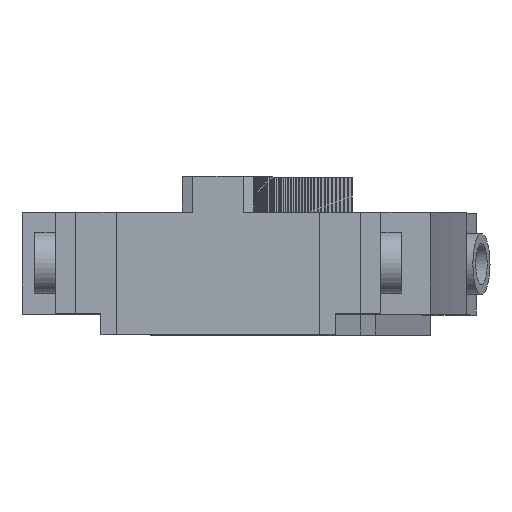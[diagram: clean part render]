
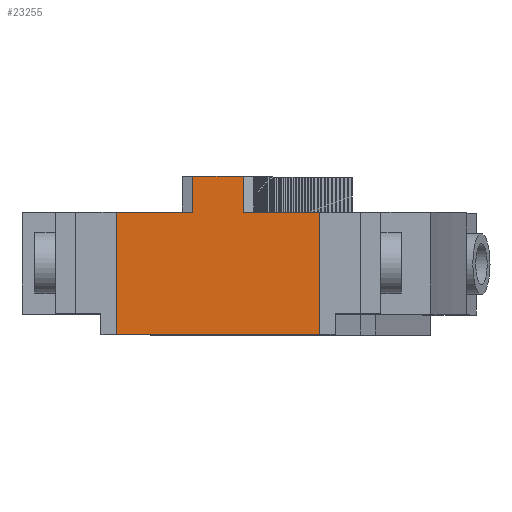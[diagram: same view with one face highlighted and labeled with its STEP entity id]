
A CAD part, top view. The second image highlights one B-rep face of the part: STEP entity #23255.
In plain terms, the highlighted planar face has unit normal (0, 0, 1).
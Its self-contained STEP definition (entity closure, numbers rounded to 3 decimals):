
#2386 = PLANE('',#2387);
#2387 = AXIS2_PLACEMENT_3D('',#2388,#2389,#2390);
#2388 = CARTESIAN_POINT('',(-2.985,-6.2,21.592));
#2389 = DIRECTION('',(0.,1.,0.));
#2390 = DIRECTION('',(1.,0.,0.));
#3004 = PLANE('',#3005);
#3005 = AXIS2_PLACEMENT_3D('',#3006,#3007,#3008);
#3006 = CARTESIAN_POINT('',(-7.273,3.4,-29.992));
#3007 = DIRECTION('',(0.,1.,0.));
#3008 = DIRECTION('',(-0.28,0.,0.96));
#3032 = PLANE('',#3033);
#3033 = AXIS2_PLACEMENT_3D('',#3034,#3035,#3036);
#3034 = CARTESIAN_POINT('',(5.015,3.4,29.192));
#3035 = DIRECTION('',(-1.,0.,0.));
#3036 = DIRECTION('',(0.,0.,1.));
#5201 = PLANE('',#5202);
#5202 = AXIS2_PLACEMENT_3D('',#5203,#5204,#5205);
#5203 = CARTESIAN_POINT('',(-7.273,3.4,-29.992));
#5204 = DIRECTION('',(0.,1.,0.));
#5205 = DIRECTION('',(-0.28,0.,0.96));
#6100 = PLANE('',#6101);
#6101 = AXIS2_PLACEMENT_3D('',#6102,#6103,#6104);
#6102 = CARTESIAN_POINT('',(-10.985,3.4,29.192));
#6103 = DIRECTION('',(-1.,0.,0.));
#6104 = DIRECTION('',(0.,0.,1.));
#7135 = VERTEX_POINT('',#7136);
#7136 = CARTESIAN_POINT('',(-10.985,-6.2,29.592));
#7157 = EDGE_CURVE('',#7135,#7158,#7160,.T.);
#7158 = VERTEX_POINT('',#7159);
#7159 = CARTESIAN_POINT('',(5.015,-6.2,29.592));
#7160 = SURFACE_CURVE('',#7161,(#7165,#7172),.PCURVE_S1.);
#7161 = LINE('',#7162,#7163);
#7162 = CARTESIAN_POINT('',(-15.785,-6.2,29.592));
#7163 = VECTOR('',#7164,1.);
#7164 = DIRECTION('',(1.,0.,0.));
#7165 = PCURVE('',#2386,#7166);
#7166 = DEFINITIONAL_REPRESENTATION('',(#7167),#7171);
#7167 = LINE('',#7168,#7169);
#7168 = CARTESIAN_POINT('',(-12.8,-8.));
#7169 = VECTOR('',#7170,1.);
#7170 = DIRECTION('',(1.,0.));
#7171 = ( GEOMETRIC_REPRESENTATION_CONTEXT(2) 
PARAMETRIC_REPRESENTATION_CONTEXT() REPRESENTATION_CONTEXT('2D SPACE',''
  ) );
#7172 = PCURVE('',#7173,#7178);
#7173 = PLANE('',#7174);
#7174 = AXIS2_PLACEMENT_3D('',#7175,#7176,#7177);
#7175 = CARTESIAN_POINT('',(9.815,-4.6,29.592));
#7176 = DIRECTION('',(0.,0.,-1.));
#7177 = DIRECTION('',(0.,1.,0.));
#7178 = DEFINITIONAL_REPRESENTATION('',(#7179),#7183);
#7179 = LINE('',#7180,#7181);
#7180 = CARTESIAN_POINT('',(-1.6,-25.6));
#7181 = VECTOR('',#7182,1.);
#7182 = DIRECTION('',(0.,1.));
#7183 = ( GEOMETRIC_REPRESENTATION_CONTEXT(2) 
PARAMETRIC_REPRESENTATION_CONTEXT() REPRESENTATION_CONTEXT('2D SPACE',''
  ) );
#7548 = VERTEX_POINT('',#7549);
#7549 = CARTESIAN_POINT('',(5.015,3.4,29.592));
#7570 = EDGE_CURVE('',#7158,#7548,#7571,.T.);
#7571 = SURFACE_CURVE('',#7572,(#7576,#7583),.PCURVE_S1.);
#7572 = LINE('',#7573,#7574);
#7573 = CARTESIAN_POINT('',(5.015,-0.6,29.592));
#7574 = VECTOR('',#7575,1.);
#7575 = DIRECTION('',(0.,1.,0.));
#7576 = PCURVE('',#3032,#7577);
#7577 = DEFINITIONAL_REPRESENTATION('',(#7578),#7582);
#7578 = LINE('',#7579,#7580);
#7579 = CARTESIAN_POINT('',(0.4,-4.));
#7580 = VECTOR('',#7581,1.);
#7581 = DIRECTION('',(0.,1.));
#7582 = ( GEOMETRIC_REPRESENTATION_CONTEXT(2) 
PARAMETRIC_REPRESENTATION_CONTEXT() REPRESENTATION_CONTEXT('2D SPACE',''
  ) );
#7583 = PCURVE('',#7173,#7584);
#7584 = DEFINITIONAL_REPRESENTATION('',(#7585),#7589);
#7585 = LINE('',#7586,#7587);
#7586 = CARTESIAN_POINT('',(4.,-4.8));
#7587 = VECTOR('',#7588,1.);
#7588 = DIRECTION('',(1.,0.));
#7589 = ( GEOMETRIC_REPRESENTATION_CONTEXT(2) 
PARAMETRIC_REPRESENTATION_CONTEXT() REPRESENTATION_CONTEXT('2D SPACE',''
  ) );
#13151 = VERTEX_POINT('',#13152);
#13152 = CARTESIAN_POINT('',(-0.985,3.4,29.592));
#13171 = CYLINDRICAL_SURFACE('',#13172,198.);
#13172 = AXIS2_PLACEMENT_3D('',#13173,#13174,#13175);
#13173 = CARTESIAN_POINT('',(197.015,6.2,29.592));
#13174 = DIRECTION('',(0.,-1.,0.));
#13175 = DIRECTION('',(-1.,0.,0.));
#13183 = EDGE_CURVE('',#7548,#13151,#13184,.T.);
#13184 = SURFACE_CURVE('',#13185,(#13189,#13196),.PCURVE_S1.);
#13185 = LINE('',#13186,#13187);
#13186 = CARTESIAN_POINT('',(9.815,3.4,29.592));
#13187 = VECTOR('',#13188,1.);
#13188 = DIRECTION('',(-1.,0.,0.));
#13189 = PCURVE('',#3004,#13190);
#13190 = DEFINITIONAL_REPRESENTATION('',(#13191),#13195);
#13191 = LINE('',#13192,#13193);
#13192 = CARTESIAN_POINT('',(52.416,33.088));
#13193 = VECTOR('',#13194,1.);
#13194 = DIRECTION('',(0.28,-0.96));
#13195 = ( GEOMETRIC_REPRESENTATION_CONTEXT(2) 
PARAMETRIC_REPRESENTATION_CONTEXT() REPRESENTATION_CONTEXT('2D SPACE',''
  ) );
#13196 = PCURVE('',#7173,#13197);
#13197 = DEFINITIONAL_REPRESENTATION('',(#13198),#13202);
#13198 = LINE('',#13199,#13200);
#13199 = CARTESIAN_POINT('',(8.,0.));
#13200 = VECTOR('',#13201,1.);
#13201 = DIRECTION('',(0.,-1.));
#13202 = ( GEOMETRIC_REPRESENTATION_CONTEXT(2) 
PARAMETRIC_REPRESENTATION_CONTEXT() REPRESENTATION_CONTEXT('2D SPACE',''
  ) );
#14566 = VERTEX_POINT('',#14567);
#14567 = CARTESIAN_POINT('',(-10.985,3.4,29.592));
#14588 = EDGE_CURVE('',#14589,#14566,#14591,.T.);
#14589 = VERTEX_POINT('',#14590);
#14590 = CARTESIAN_POINT('',(-4.985,3.4,29.592));
#14591 = SURFACE_CURVE('',#14592,(#14596,#14603),.PCURVE_S1.);
#14592 = LINE('',#14593,#14594);
#14593 = CARTESIAN_POINT('',(9.815,3.4,29.592));
#14594 = VECTOR('',#14595,1.);
#14595 = DIRECTION('',(-1.,0.,0.));
#14596 = PCURVE('',#5201,#14597);
#14597 = DEFINITIONAL_REPRESENTATION('',(#14598),#14602);
#14598 = LINE('',#14599,#14600);
#14599 = CARTESIAN_POINT('',(52.416,33.088));
#14600 = VECTOR('',#14601,1.);
#14601 = DIRECTION('',(0.28,-0.96));
#14602 = ( GEOMETRIC_REPRESENTATION_CONTEXT(2) 
PARAMETRIC_REPRESENTATION_CONTEXT() REPRESENTATION_CONTEXT('2D SPACE',''
  ) );
#14603 = PCURVE('',#7173,#14604);
#14604 = DEFINITIONAL_REPRESENTATION('',(#14605),#14609);
#14605 = LINE('',#14606,#14607);
#14606 = CARTESIAN_POINT('',(8.,0.));
#14607 = VECTOR('',#14608,1.);
#14608 = DIRECTION('',(0.,-1.));
#14609 = ( GEOMETRIC_REPRESENTATION_CONTEXT(2) 
PARAMETRIC_REPRESENTATION_CONTEXT() REPRESENTATION_CONTEXT('2D SPACE',''
  ) );
#14632 = CYLINDRICAL_SURFACE('',#14633,202.);
#14633 = AXIS2_PLACEMENT_3D('',#14634,#14635,#14636);
#14634 = CARTESIAN_POINT('',(197.015,3.4,29.592));
#14635 = DIRECTION('',(0.,1.,0.));
#14636 = DIRECTION('',(-1.,0.,0.));
#23216 = EDGE_CURVE('',#7135,#14566,#23217,.T.);
#23217 = SURFACE_CURVE('',#23218,(#23222,#23229),.PCURVE_S1.);
#23218 = LINE('',#23219,#23220);
#23219 = CARTESIAN_POINT('',(-10.985,-0.6,29.592));
#23220 = VECTOR('',#23221,1.);
#23221 = DIRECTION('',(0.,1.,0.));
#23222 = PCURVE('',#6100,#23223);
#23223 = DEFINITIONAL_REPRESENTATION('',(#23224),#23228);
#23224 = LINE('',#23225,#23226);
#23225 = CARTESIAN_POINT('',(0.4,-4.));
#23226 = VECTOR('',#23227,1.);
#23227 = DIRECTION('',(0.,1.));
#23228 = ( GEOMETRIC_REPRESENTATION_CONTEXT(2) 
PARAMETRIC_REPRESENTATION_CONTEXT() REPRESENTATION_CONTEXT('2D SPACE',''
  ) );
#23229 = PCURVE('',#7173,#23230);
#23230 = DEFINITIONAL_REPRESENTATION('',(#23231),#23235);
#23231 = LINE('',#23232,#23233);
#23232 = CARTESIAN_POINT('',(4.,-20.8));
#23233 = VECTOR('',#23234,1.);
#23234 = DIRECTION('',(1.,0.));
#23235 = ( GEOMETRIC_REPRESENTATION_CONTEXT(2) 
PARAMETRIC_REPRESENTATION_CONTEXT() REPRESENTATION_CONTEXT('2D SPACE',''
  ) );
#23255 = ADVANCED_FACE('',(#23256),#7173,.F.);
#23256 = FACE_BOUND('',#23257,.F.);
#23257 = EDGE_LOOP('',(#23258,#23259,#23260,#23261,#23262,#23285,#23313,
    #23334));
#23258 = ORIENTED_EDGE('',*,*,#7570,.F.);
#23259 = ORIENTED_EDGE('',*,*,#7157,.F.);
#23260 = ORIENTED_EDGE('',*,*,#23216,.T.);
#23261 = ORIENTED_EDGE('',*,*,#14588,.F.);
#23262 = ORIENTED_EDGE('',*,*,#23263,.T.);
#23263 = EDGE_CURVE('',#14589,#23264,#23266,.T.);
#23264 = VERTEX_POINT('',#23265);
#23265 = CARTESIAN_POINT('',(-4.985,6.2,29.592));
#23266 = SURFACE_CURVE('',#23267,(#23271,#23278),.PCURVE_S1.);
#23267 = LINE('',#23268,#23269);
#23268 = CARTESIAN_POINT('',(-4.985,3.4,29.592));
#23269 = VECTOR('',#23270,1.);
#23270 = DIRECTION('',(0.,1.,0.));
#23271 = PCURVE('',#7173,#23272);
#23272 = DEFINITIONAL_REPRESENTATION('',(#23273),#23277);
#23273 = LINE('',#23274,#23275);
#23274 = CARTESIAN_POINT('',(8.,-14.8));
#23275 = VECTOR('',#23276,1.);
#23276 = DIRECTION('',(1.,0.));
#23277 = ( GEOMETRIC_REPRESENTATION_CONTEXT(2) 
PARAMETRIC_REPRESENTATION_CONTEXT() REPRESENTATION_CONTEXT('2D SPACE',''
  ) );
#23278 = PCURVE('',#14632,#23279);
#23279 = DEFINITIONAL_REPRESENTATION('',(#23280),#23284);
#23280 = LINE('',#23281,#23282);
#23281 = CARTESIAN_POINT('',(-0.,0.));
#23282 = VECTOR('',#23283,1.);
#23283 = DIRECTION('',(-0.,1.));
#23284 = ( GEOMETRIC_REPRESENTATION_CONTEXT(2) 
PARAMETRIC_REPRESENTATION_CONTEXT() REPRESENTATION_CONTEXT('2D SPACE',''
  ) );
#23285 = ORIENTED_EDGE('',*,*,#23286,.T.);
#23286 = EDGE_CURVE('',#23264,#23287,#23289,.T.);
#23287 = VERTEX_POINT('',#23288);
#23288 = CARTESIAN_POINT('',(-0.985,6.2,29.592));
#23289 = SURFACE_CURVE('',#23290,(#23294,#23301),.PCURVE_S1.);
#23290 = LINE('',#23291,#23292);
#23291 = CARTESIAN_POINT('',(-4.985,6.2,29.592));
#23292 = VECTOR('',#23293,1.);
#23293 = DIRECTION('',(1.,0.,0.));
#23294 = PCURVE('',#7173,#23295);
#23295 = DEFINITIONAL_REPRESENTATION('',(#23296),#23300);
#23296 = LINE('',#23297,#23298);
#23297 = CARTESIAN_POINT('',(10.8,-14.8));
#23298 = VECTOR('',#23299,1.);
#23299 = DIRECTION('',(0.,1.));
#23300 = ( GEOMETRIC_REPRESENTATION_CONTEXT(2) 
PARAMETRIC_REPRESENTATION_CONTEXT() REPRESENTATION_CONTEXT('2D SPACE',''
  ) );
#23301 = PCURVE('',#23302,#23307);
#23302 = PLANE('',#23303);
#23303 = AXIS2_PLACEMENT_3D('',#23304,#23305,#23306);
#23304 = CARTESIAN_POINT('',(-0.975,6.2,1.308));
#23305 = DIRECTION('',(0.,-1.,0.));
#23306 = DIRECTION('',(0.141,0.,-0.99
    ));
#23307 = DEFINITIONAL_REPRESENTATION('',(#23308),#23312);
#23308 = LINE('',#23309,#23310);
#23309 = CARTESIAN_POINT('',(-28.567,0.03));
#23310 = VECTOR('',#23311,1.);
#23311 = DIRECTION('',(0.141,0.99));
#23312 = ( GEOMETRIC_REPRESENTATION_CONTEXT(2) 
PARAMETRIC_REPRESENTATION_CONTEXT() REPRESENTATION_CONTEXT('2D SPACE',''
  ) );
#23313 = ORIENTED_EDGE('',*,*,#23314,.T.);
#23314 = EDGE_CURVE('',#23287,#13151,#23315,.T.);
#23315 = SURFACE_CURVE('',#23316,(#23320,#23327),.PCURVE_S1.);
#23316 = LINE('',#23317,#23318);
#23317 = CARTESIAN_POINT('',(-0.985,6.2,29.592));
#23318 = VECTOR('',#23319,1.);
#23319 = DIRECTION('',(0.,-1.,0.));
#23320 = PCURVE('',#7173,#23321);
#23321 = DEFINITIONAL_REPRESENTATION('',(#23322),#23326);
#23322 = LINE('',#23323,#23324);
#23323 = CARTESIAN_POINT('',(10.8,-10.8));
#23324 = VECTOR('',#23325,1.);
#23325 = DIRECTION('',(-1.,0.));
#23326 = ( GEOMETRIC_REPRESENTATION_CONTEXT(2) 
PARAMETRIC_REPRESENTATION_CONTEXT() REPRESENTATION_CONTEXT('2D SPACE',''
  ) );
#23327 = PCURVE('',#13171,#23328);
#23328 = DEFINITIONAL_REPRESENTATION('',(#23329),#23333);
#23329 = LINE('',#23330,#23331);
#23330 = CARTESIAN_POINT('',(0.,0.));
#23331 = VECTOR('',#23332,1.);
#23332 = DIRECTION('',(0.,1.));
#23333 = ( GEOMETRIC_REPRESENTATION_CONTEXT(2) 
PARAMETRIC_REPRESENTATION_CONTEXT() REPRESENTATION_CONTEXT('2D SPACE',''
  ) );
#23334 = ORIENTED_EDGE('',*,*,#13183,.F.);
